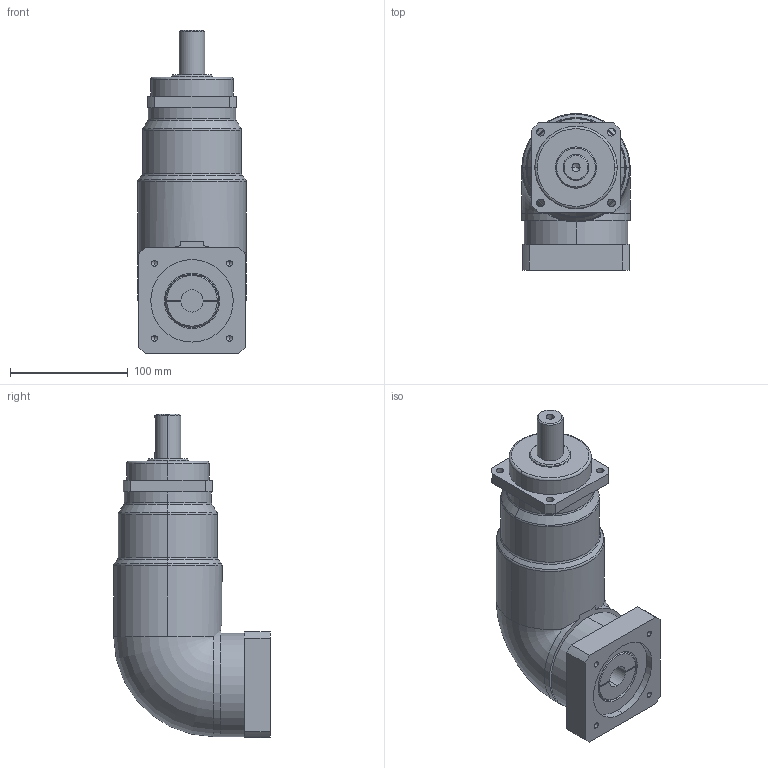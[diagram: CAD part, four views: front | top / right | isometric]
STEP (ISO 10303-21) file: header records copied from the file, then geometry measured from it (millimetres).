
FILE_DESCRIPTION (( 'STEP AP203' ), '1' );
FILE_NAME ('EVS90-L3-19-70-90.STEP', '2022-06-16T03:51:01', ( 'PC' ), ( 'Microsoft' ), 'SwSTEP 2.0', 'SolidWorks 2016', '' );
FILE_SCHEMA (( 'CONFIG_CONTROL_DESIGN' ));
Length unit declared in the file: millimetre
Products named in the file (1): EVS90-L3-19-70-90
Bounding box: 92 x 133 x 274.8 mm (x, y, z)
Volume: 1567225.9 mm3; surface area: 113084.5 mm2
Topology: 1 solids, 1 shells, 393 faces, 1035 edges, 672 vertices
Faces by surface type: plane 242, bspline 67, cylinder 52, cone 21, torus 11
Entity records: 15516 total; most frequent: CARTESIAN_POINT 6125, ORIENTED_EDGE 2046, DIRECTION 1673, EDGE_CURVE 1023, LINE 741, VECTOR 741, VERTEX_POINT 672, AXIS2_PLACEMENT_3D 466
